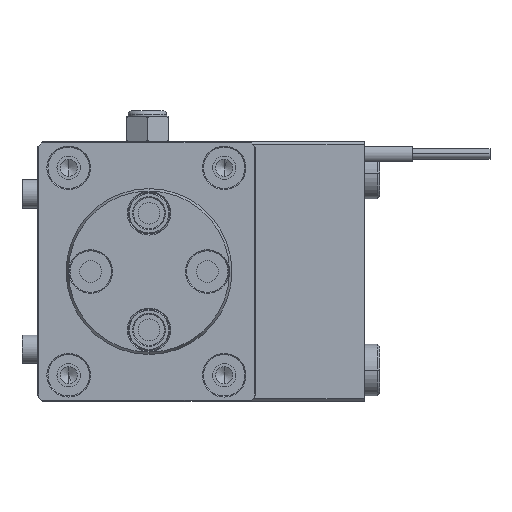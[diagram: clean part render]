
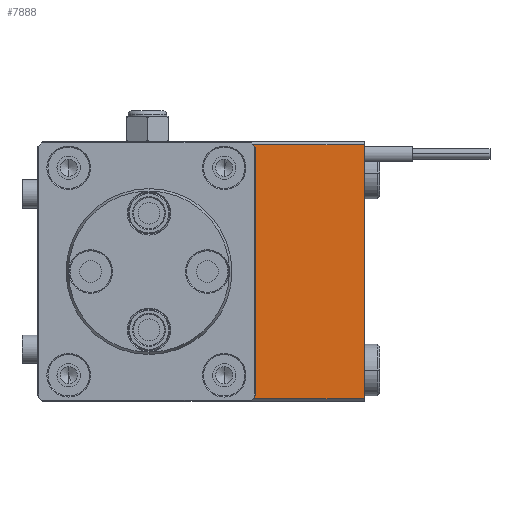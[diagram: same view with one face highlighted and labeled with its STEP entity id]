
A CAD part, left-side view. The second image highlights one B-rep face of the part: STEP entity #7888.
In plain terms, the highlighted planar face has unit normal (-1, 0, 0).
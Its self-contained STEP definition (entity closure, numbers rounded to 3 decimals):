
#1503 = CARTESIAN_POINT ( 'NONE',  ( -40.5, -41.5, -24.5 ) ) ;
#2410 = CARTESIAN_POINT ( 'NONE',  ( -40.5, -55.5, 11. ) ) ;
#2507 = VECTOR ( 'NONE', #33409, 1000. ) ;
#2913 = CARTESIAN_POINT ( 'NONE',  ( -40.5, -20., -24.5 ) ) ;
#3909 = DIRECTION ( 'NONE',  ( 0., 0., -1. ) ) ;
#4441 = DIRECTION ( 'NONE',  ( 1., 0., 0. ) ) ;
#6279 = LINE ( 'NONE', #6675, #9578 ) ;
#6675 = CARTESIAN_POINT ( 'NONE',  ( -40.5, -20.5, 25. ) ) ;
#7888 = ADVANCED_FACE ( 'NONE', ( #37127 ), #22547, .F. ) ;
#8028 = LINE ( 'NONE', #1503, #38992 ) ;
#9521 = DIRECTION ( 'NONE',  ( 0., 0., -1. ) ) ;
#9578 = VECTOR ( 'NONE', #9521, 1000. ) ;
#9728 = ORIENTED_EDGE ( 'NONE', *, *, #10035, .T. ) ;
#10035 = EDGE_CURVE ( 'NONE', #21366, #33227, #6279, .T. ) ;
#10877 = CARTESIAN_POINT ( 'NONE',  ( -40.5, -41.5, 24.5 ) ) ;
#11496 = LINE ( 'NONE', #10877, #21956 ) ;
#13583 = EDGE_CURVE ( 'NONE', #33227, #16551, #30722, .T. ) ;
#14386 = ORIENTED_EDGE ( 'NONE', *, *, #22519, .T. ) ;
#14609 = VERTEX_POINT ( 'NONE', #28110 ) ;
#15680 = EDGE_CURVE ( 'NONE', #27217, #14609, #11496, .T. ) ;
#15966 = EDGE_LOOP ( 'NONE', ( #20337, #36248, #9728, #28069, #14386, #36051 ) ) ;
#16551 = VERTEX_POINT ( 'NONE', #2913 ) ;
#20337 = ORIENTED_EDGE ( 'NONE', *, *, #15680, .T. ) ;
#21366 = VERTEX_POINT ( 'NONE', #21788 ) ;
#21509 = CARTESIAN_POINT ( 'NONE',  ( -40.5, -20.5, -24. ) ) ;
#21788 = CARTESIAN_POINT ( 'NONE',  ( -40.5, -20.5, 24. ) ) ;
#21956 = VECTOR ( 'NONE', #32396, 1000. ) ;
#22306 = CARTESIAN_POINT ( 'NONE',  ( -40.5, -41.5, 25. ) ) ;
#22519 = EDGE_CURVE ( 'NONE', #16551, #33563, #8028, .T. ) ;
#22547 = PLANE ( 'NONE',  #31999 ) ;
#23020 = VECTOR ( 'NONE', #27166, 1000. ) ;
#23842 = CARTESIAN_POINT ( 'NONE',  ( -40.5, -30.5, 14. ) ) ;
#25239 = DIRECTION ( 'NONE',  ( 0., 0., -1. ) ) ;
#25678 = DIRECTION ( 'NONE',  ( 0., -1., 0. ) ) ;
#26063 = VECTOR ( 'NONE', #3909, 1000. ) ;
#27166 = DIRECTION ( 'NONE',  ( 0., -0.707, -0.707 ) ) ;
#27217 = VERTEX_POINT ( 'NONE', #33830 ) ;
#27528 = LINE ( 'NONE', #22306, #26063 ) ;
#28069 = ORIENTED_EDGE ( 'NONE', *, *, #13583, .T. ) ;
#28110 = CARTESIAN_POINT ( 'NONE',  ( -40.5, -20., 24.5 ) ) ;
#28292 = LINE ( 'NONE', #23842, #23020 ) ;
#30722 = LINE ( 'NONE', #2410, #2507 ) ;
#31423 = CARTESIAN_POINT ( 'NONE',  ( -40.5, -41.5, -24.5 ) ) ;
#31999 = AXIS2_PLACEMENT_3D ( 'NONE', #37915, #4441, #25239 ) ;
#32396 = DIRECTION ( 'NONE',  ( 0., 1., 0. ) ) ;
#32611 = EDGE_CURVE ( 'NONE', #14609, #21366, #28292, .T. ) ;
#33227 = VERTEX_POINT ( 'NONE', #21509 ) ;
#33409 = DIRECTION ( 'NONE',  ( 0., 0.707, -0.707 ) ) ;
#33563 = VERTEX_POINT ( 'NONE', #31423 ) ;
#33659 = EDGE_CURVE ( 'NONE', #27217, #33563, #27528, .T. ) ;
#33830 = CARTESIAN_POINT ( 'NONE',  ( -40.5, -41.5, 24.5 ) ) ;
#36051 = ORIENTED_EDGE ( 'NONE', *, *, #33659, .F. ) ;
#36248 = ORIENTED_EDGE ( 'NONE', *, *, #32611, .T. ) ;
#37127 = FACE_OUTER_BOUND ( 'NONE', #15966, .T. ) ;
#37915 = CARTESIAN_POINT ( 'NONE',  ( -40.5, -41.5, 25. ) ) ;
#38992 = VECTOR ( 'NONE', #25678, 1000. ) ;
